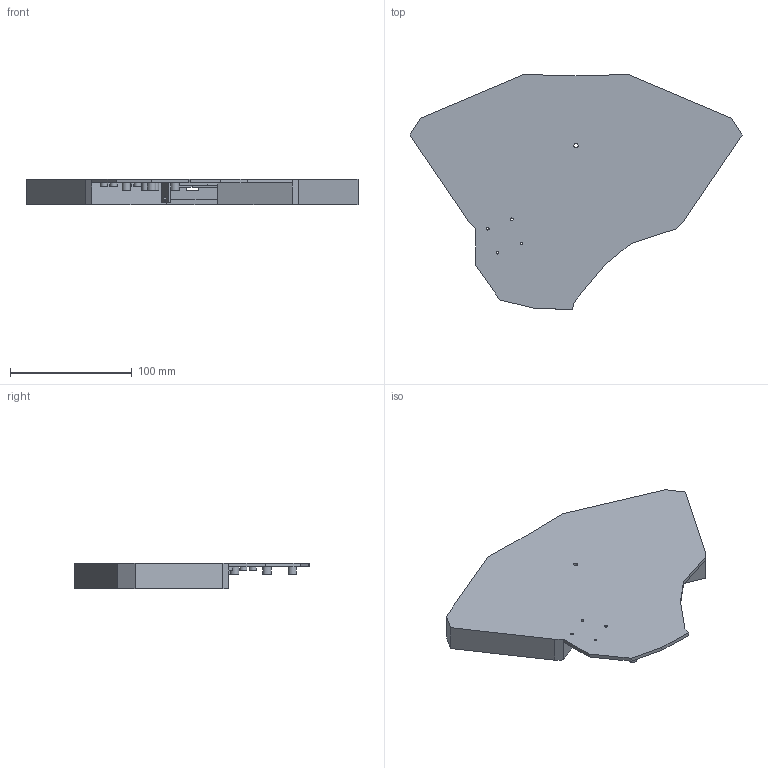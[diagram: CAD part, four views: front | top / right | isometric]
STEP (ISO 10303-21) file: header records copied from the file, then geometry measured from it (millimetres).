
FILE_DESCRIPTION(/* description */ (''),/* implementation_level */ '2;1');
FILE_NAME(/* name */ 'jianpanke2.step',/* time_stamp */ '2026-01-15T20:57:47-05:00',/* author */ (''),/* organization */ (''),/* preprocessor_version */ 'ST-DEVELOPER v20.1',/* originating_system */ 'Autodesk Translation Framework v14.21.0.0',/* authorisation */ '');
FILE_SCHEMA (('AUTOMOTIVE_DESIGN { 1 0 10303 214 3 1 1 }'));
Length unit declared in the file: millimetre
Products named in the file (1): 2026-01-06-10-14-55-498
Bounding box: 272.69 x 192.92 x 21 mm (x, y, z)
Volume: 145718.9 mm3; surface area: 93683.9 mm2
Topology: 1 solids, 1 shells, 152 faces, 387 edges, 256 vertices
Faces by surface type: plane 127, cylinder 25
Full cylindrical faces by diameter (mm): 1.856 x4, 2.1 x4, 3 x4, 3.5 x1, 6 x4, 6.85 x4, 7 x2
Entity records: 4590 total; most frequent: CARTESIAN_POINT 796, ORIENTED_EDGE 774, DIRECTION 743, EDGE_CURVE 387, LINE 337, VECTOR 337, VERTEX_POINT 256, AXIS2_PLACEMENT_3D 203
